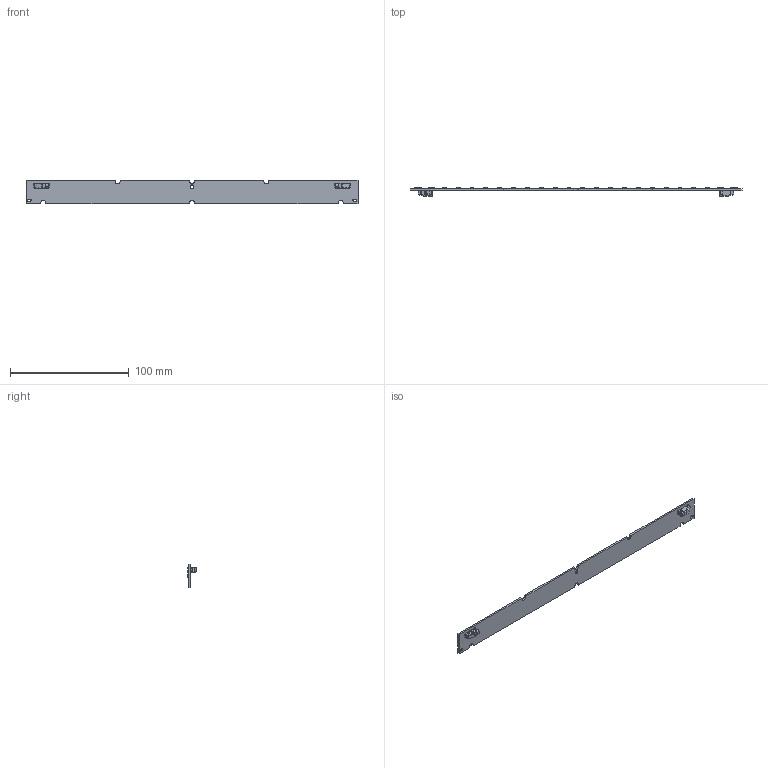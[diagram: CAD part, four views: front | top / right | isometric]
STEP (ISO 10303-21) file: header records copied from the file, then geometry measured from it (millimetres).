
FILE_DESCRIPTION (( 'STEP AP214' ), '1' );
FILE_NAME ('WU-M-602 BC.STEP', '2018-03-01T10:42:41', ( 'Admin' ), ( 'Microsoft' ), 'SwSTEP 2.0', 'SolidWorks 2017', '' );
FILE_SCHEMA (( 'AUTOMOTIVE_DESIGN' ));
Length unit declared in the file: millimetre
Products named in the file (4): 46_111_1001; STW8A12D; WU-M-602 PCB-Base; WU-M-602 BC
Assembly tree (27 placements, depth 2):
  WU-M-602 BC
    WU-M-602 PCB-Base
    STW8A12D  x24
    46_111_1001  x2
Bounding box: 279 x 7.43 x 20 mm (x, y, z)
Volume: 8559 mm3; surface area: 13698.5 mm2
Topology: 27 solids, 27 shells, 3371 faces, 9671 edges, 6631 vertices
Faces by surface type: plane 2365, bspline 725, cylinder 281
Entity records: 109683 total; most frequent: CARTESIAN_POINT 44051, ORIENTED_EDGE 11092, DIRECTION 6347, EDGE_CURVE 5546, VERTEX_POINT 3701, VECTOR 3245, LINE 3245, EDGE_LOOP 2249
